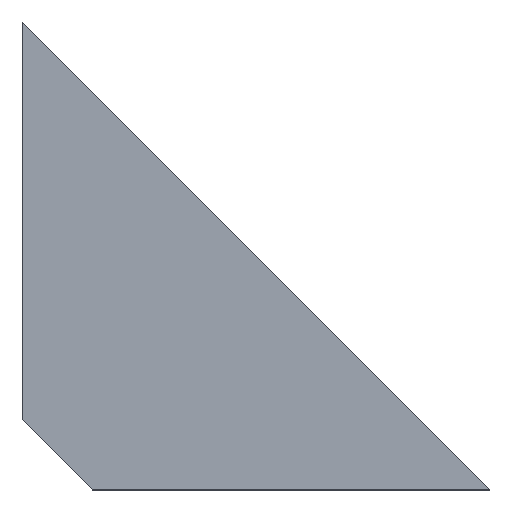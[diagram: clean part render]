
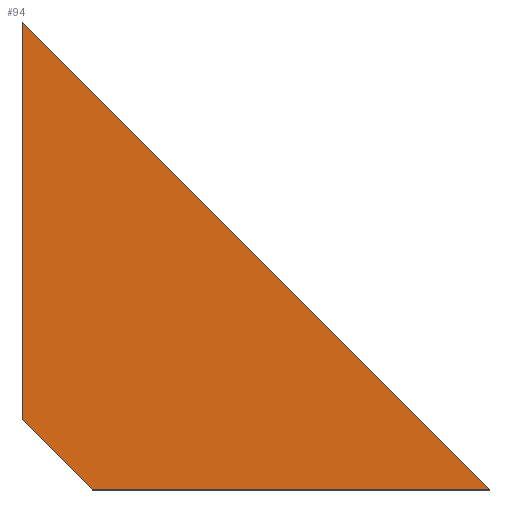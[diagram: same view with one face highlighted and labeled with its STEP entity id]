
A CAD part, top view. The second image highlights one B-rep face of the part: STEP entity #94.
In plain terms, the highlighted planar face has unit normal (0, 0, 1).
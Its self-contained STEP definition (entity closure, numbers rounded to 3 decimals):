
#1 = DIRECTION ( 'NONE',  ( 1., 0., 0. ) ) ;
#2 = DIRECTION ( 'NONE',  ( 0.707, -0.707, 0. ) ) ;
#8 = ORIENTED_EDGE ( 'NONE', *, *, #213, .T. ) ;
#9 = DIRECTION ( 'NONE',  ( -1., 0., 0. ) ) ;
#11 = PLANE ( 'NONE',  #61 ) ;
#13 = VECTOR ( 'NONE', #1, 1000. ) ;
#28 = LINE ( 'NONE', #219, #13 ) ;
#34 = DIRECTION ( 'NONE',  ( -0.707, 0.707, 0. ) ) ;
#38 = LINE ( 'NONE', #180, #49 ) ;
#39 = DIRECTION ( 'NONE',  ( 0., -1., 0. ) ) ;
#42 = CARTESIAN_POINT ( 'NONE',  ( 0., 30., 8. ) ) ;
#43 = VECTOR ( 'NONE', #2, 1000. ) ;
#49 = VECTOR ( 'NONE', #34, 1000. ) ;
#55 = CARTESIAN_POINT ( 'NONE',  ( 0., 200., 8. ) ) ;
#56 = EDGE_CURVE ( 'NONE', #236, #176, #38, .T. ) ;
#57 = EDGE_CURVE ( 'NONE', #157, #223, #224, .T. ) ;
#61 = AXIS2_PLACEMENT_3D ( 'NONE', #78, #95, #9 ) ;
#78 = CARTESIAN_POINT ( 'NONE',  ( 0., 0., 8. ) ) ;
#94 = ADVANCED_FACE ( 'NONE', ( #233 ), #11, .F. ) ;
#95 = DIRECTION ( 'NONE',  ( 0., 0., -1. ) ) ;
#115 = LINE ( 'NONE', #133, #209 ) ;
#122 = ORIENTED_EDGE ( 'NONE', *, *, #56, .T. ) ;
#129 = ORIENTED_EDGE ( 'NONE', *, *, #57, .T. ) ;
#133 = CARTESIAN_POINT ( 'NONE',  ( 0., 30., 8. ) ) ;
#152 = ORIENTED_EDGE ( 'NONE', *, *, #179, .T. ) ;
#157 = VERTEX_POINT ( 'NONE', #42 ) ;
#176 = VERTEX_POINT ( 'NONE', #55 ) ;
#179 = EDGE_CURVE ( 'NONE', #176, #157, #115, .T. ) ;
#180 = CARTESIAN_POINT ( 'NONE',  ( 0., 200., 8. ) ) ;
#192 = EDGE_LOOP ( 'NONE', ( #152, #129, #8, #122 ) ) ;
#209 = VECTOR ( 'NONE', #39, 1000. ) ;
#213 = EDGE_CURVE ( 'NONE', #223, #236, #28, .T. ) ;
#218 = CARTESIAN_POINT ( 'NONE',  ( 200., 0., 8. ) ) ;
#219 = CARTESIAN_POINT ( 'NONE',  ( 30., 0., 8. ) ) ;
#221 = CARTESIAN_POINT ( 'NONE',  ( 30., 0., 8. ) ) ;
#222 = CARTESIAN_POINT ( 'NONE',  ( 30., 0., 8. ) ) ;
#223 = VERTEX_POINT ( 'NONE', #222 ) ;
#224 = LINE ( 'NONE', #221, #43 ) ;
#233 = FACE_OUTER_BOUND ( 'NONE', #192, .T. ) ;
#236 = VERTEX_POINT ( 'NONE', #218 ) ;
